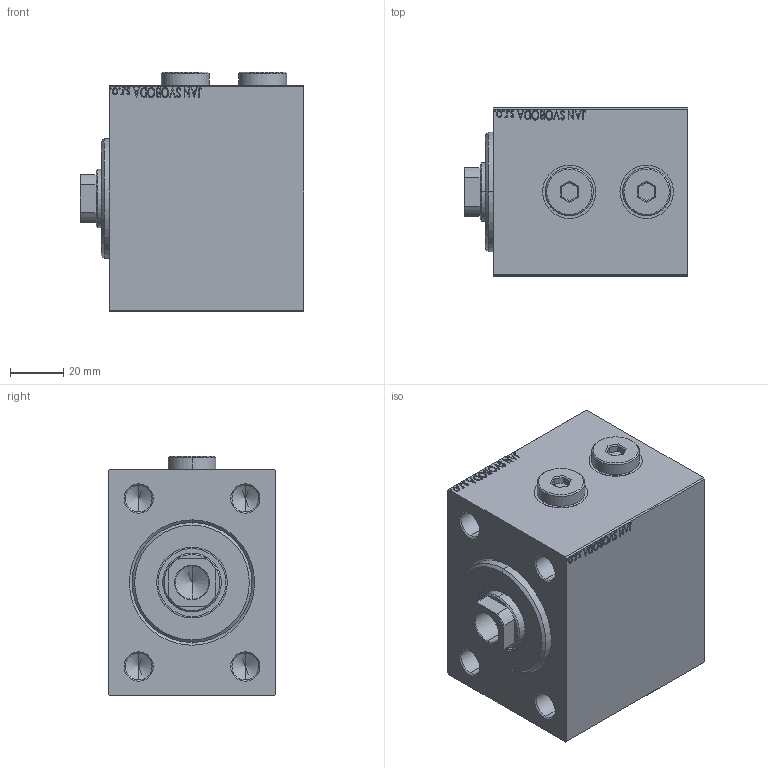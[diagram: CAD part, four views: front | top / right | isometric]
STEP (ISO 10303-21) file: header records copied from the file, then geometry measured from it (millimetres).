
FILE_DESCRIPTION (( 'STEP AP203' ), '1' );
FILE_NAME ('8a1c.STEP', '2024-02-13T03:21:50', ( '' ), ( '' ), 'SwSTEP 2.0', 'SolidWorks 2019', '' );
FILE_SCHEMA (( 'CONFIG_CONTROL_DESIGN' ));
Length unit declared in the file: millimetre
Products named in the file (5): V450CM_VC_B 996cfb2ba1abe9683ad4941dde05b6b4; 8a1c; Zatka_OIL_PORT 996cfb2ba1abe9683ad4941dde05b6b4; V450CM_B_Body 996cfb2ba1abe9683ad4941dde05b6b4; V450CM_B_VCP 996cfb2ba1abe9683ad4941dde05b6b4
Assembly tree (5 placements, depth 2):
  8a1c
    V450CM_B_Body 996cfb2ba1abe9683ad4941dde05b6b4
    V450CM_B_VCP 996cfb2ba1abe9683ad4941dde05b6b4
    V450CM_VC_B 996cfb2ba1abe9683ad4941dde05b6b4
    Zatka_OIL_PORT 996cfb2ba1abe9683ad4941dde05b6b4  x2
Bounding box: 84 x 63 x 89.9 mm (x, y, z)
Volume: 367504.2 mm3; surface area: 64669.9 mm2
Topology: 5 solids, 5 shells, 933 faces, 2366 edges, 1545 vertices
Faces by surface type: plane 435, bspline 380, cylinder 68, cone 50
Entity records: 45425 total; most frequent: CARTESIAN_POINT 25359, ORIENTED_EDGE 4616, DIRECTION 2782, EDGE_CURVE 2308, VERTEX_POINT 1521, LINE 1374, VECTOR 1374, EDGE_LOOP 1041
